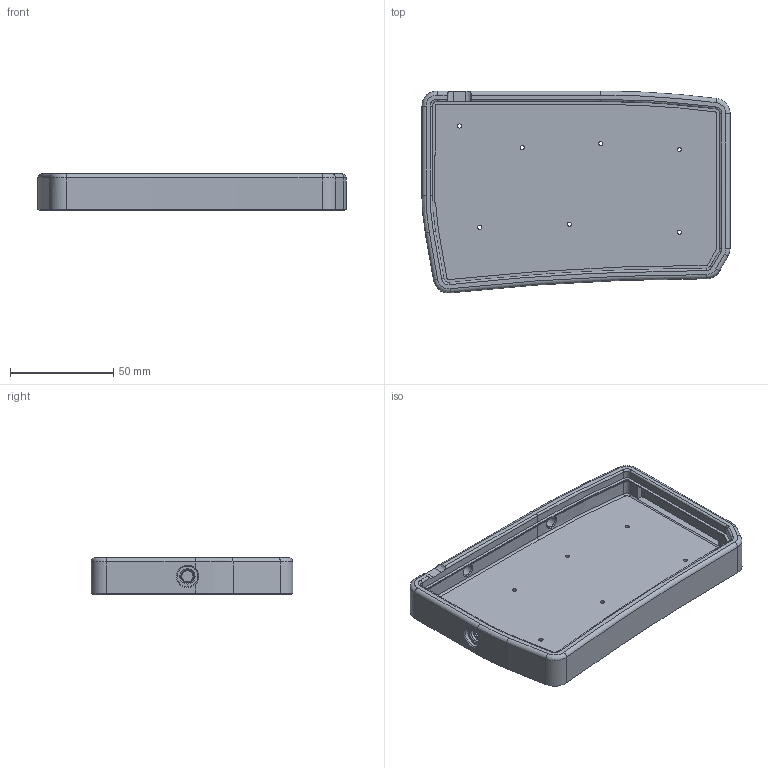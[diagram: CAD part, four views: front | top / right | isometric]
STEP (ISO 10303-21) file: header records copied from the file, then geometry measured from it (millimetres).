
FILE_DESCRIPTION(/* description */ ('STEP AP242','CAx-IF Rec.Pracs.---Representation and Presentation of Product Manufacturing Information (PMI)---4.0---2014-10-13','CAx-IF Rec.Pracs.---3D Tessellated Geometry---0.4---2014-09-14','2;1'),/* implementation_level */ '2;1');
FILE_NAME(/* name */ '643014d65f63a429f688114e',/* time_stamp */ '2023-04-07T13:04:22+00:00',/* author */ (''),/* organization */ (''),/* preprocessor_version */ 'ST-DEVELOPER v18.102',/* originating_system */ ' ',/* authorisation */ ' ');
FILE_SCHEMA (('AP242_MANAGED_MODEL_BASED_3D_ENGINEERING_MIM_LF { 1 0 10303 442 1 1 4 }'));
Length unit declared in the file: metre
Products named in the file (1): Case R
Bounding box: 149.4 x 97.9 x 17.6 mm (x, y, z)
Volume: 71954.9 mm3; surface area: 42438.2 mm2
Topology: 1 solids, 1 shells, 203 faces, 482 edges, 287 vertices
Faces by surface type: bspline 90, plane 54, cylinder 32, cone 25, torus 2
Full cylindrical faces by diameter (mm): 2 x7, 3.6 x7, 5.4 x1, 5.6 x2, 6.4 x1, 10 x1
Entity records: 8497 total; most frequent: CARTESIAN_POINT 4718, ORIENTED_EDGE 860, DIRECTION 510, EDGE_CURVE 430, VERTEX_POINT 274, EDGE_LOOP 268, FACE_BOUND 268, B_SPLINE_CURVE_WITH_KNOTS 231
